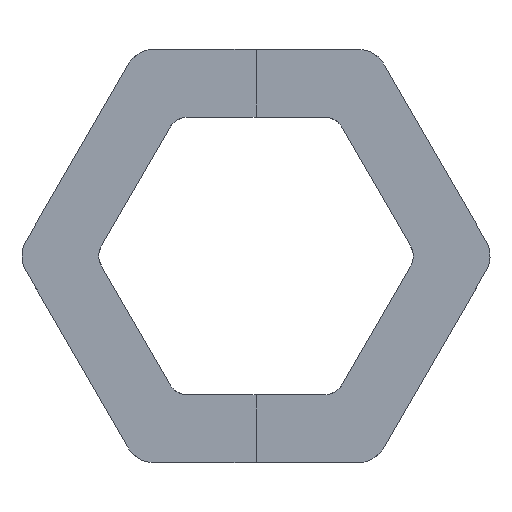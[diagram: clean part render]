
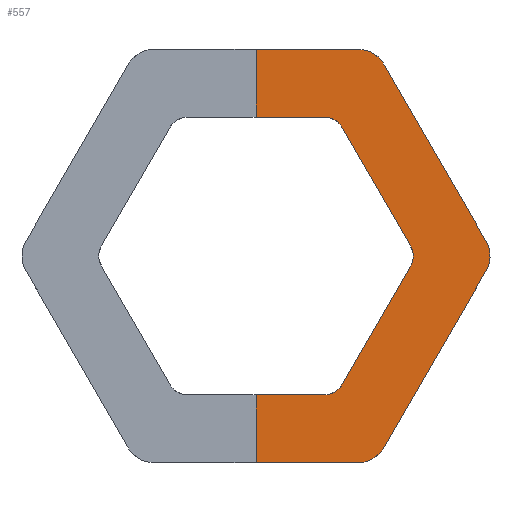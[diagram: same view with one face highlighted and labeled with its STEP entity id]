
A CAD part, top view. The second image highlights one B-rep face of the part: STEP entity #557.
In plain terms, the highlighted free-form (B-spline) face has degree [1, 1] with [2, 2] control points.
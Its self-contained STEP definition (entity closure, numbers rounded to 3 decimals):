
#24 = VERTEX_POINT('',#25);
#25 = CARTESIAN_POINT('',(58.675,0.,2.794));
#31 = EDGE_CURVE('',#24,#32,#34,.T.);
#32 = VERTEX_POINT('',#33);
#33 = CARTESIAN_POINT('',(58.675,-17.006,2.794));
#34 = B_SPLINE_CURVE_WITH_KNOTS('',1,(#35,#36),.UNSPECIFIED.,.F.,.F.,(2,
    2),(0.,64.273),.PIECEWISE_BEZIER_KNOTS.);
#35 = CARTESIAN_POINT('',(58.675,0.,2.794));
#36 = CARTESIAN_POINT('',(58.675,-17.006,2.794));
#61 = EDGE_CURVE('',#32,#62,#64,.T.);
#62 = VERTEX_POINT('',#63);
#63 = CARTESIAN_POINT('',(75.872,-17.006,2.794));
#64 = B_SPLINE_CURVE_WITH_KNOTS('',1,(#65,#66),.UNSPECIFIED.,.F.,.F.,(2,
    2),(0.,64.998),.PIECEWISE_BEZIER_KNOTS.);
#65 = CARTESIAN_POINT('',(58.675,-17.006,2.794));
#66 = CARTESIAN_POINT('',(75.872,-17.006,2.794));
#91 = EDGE_CURVE('',#62,#92,#94,.T.);
#92 = VERTEX_POINT('',#93);
#93 = CARTESIAN_POINT('',(80.224,-19.518,2.794));
#94 = B_SPLINE_CURVE_WITH_KNOTS('',3,(#95,#96,#97,#98),.UNSPECIFIED.,.F.
  ,.F.,(4,4),(0.,1.),.PIECEWISE_BEZIER_KNOTS.);
#95 = CARTESIAN_POINT('',(75.872,-17.006,2.794));
#96 = CARTESIAN_POINT('',(77.667,-17.006,2.794));
#97 = CARTESIAN_POINT('',(79.326,-17.963,2.794));
#98 = CARTESIAN_POINT('',(80.224,-19.518,2.794));
#127 = EDGE_CURVE('',#92,#128,#130,.T.);
#128 = VERTEX_POINT('',#129);
#129 = CARTESIAN_POINT('',(97.42,-49.304,2.794));
#130 = B_SPLINE_CURVE_WITH_KNOTS('',1,(#131,#132),.UNSPECIFIED.,.F.,.F.,
  (2,2),(0.,129.994),.PIECEWISE_BEZIER_KNOTS.);
#131 = CARTESIAN_POINT('',(80.224,-19.518,2.794));
#132 = CARTESIAN_POINT('',(97.42,-49.304,2.794));
#157 = EDGE_CURVE('',#128,#158,#160,.T.);
#158 = VERTEX_POINT('',#159);
#159 = CARTESIAN_POINT('',(97.42,-54.328,2.794));
#160 = B_SPLINE_CURVE_WITH_KNOTS('',3,(#161,#162,#163,#164),
  .UNSPECIFIED.,.F.,.F.,(4,4),(0.,1.),.PIECEWISE_BEZIER_KNOTS.);
#161 = CARTESIAN_POINT('',(97.42,-49.304,2.794));
#162 = CARTESIAN_POINT('',(98.318,-50.859,2.794));
#163 = CARTESIAN_POINT('',(98.318,-52.774,2.794));
#164 = CARTESIAN_POINT('',(97.42,-54.328,2.794));
#193 = EDGE_CURVE('',#158,#194,#196,.T.);
#194 = VERTEX_POINT('',#195);
#195 = CARTESIAN_POINT('',(80.224,-84.115,2.794));
#196 = B_SPLINE_CURVE_WITH_KNOTS('',1,(#197,#198),.UNSPECIFIED.,.F.,.F.,
  (2,2),(0.,129.994),.PIECEWISE_BEZIER_KNOTS.);
#197 = CARTESIAN_POINT('',(97.42,-54.328,2.794));
#198 = CARTESIAN_POINT('',(80.224,-84.115,2.794));
#223 = EDGE_CURVE('',#194,#224,#226,.T.);
#224 = VERTEX_POINT('',#225);
#225 = CARTESIAN_POINT('',(75.872,-86.627,2.794));
#226 = B_SPLINE_CURVE_WITH_KNOTS('',3,(#227,#228,#229,#230),
  .UNSPECIFIED.,.F.,.F.,(4,4),(0.,1.),.PIECEWISE_BEZIER_KNOTS.);
#227 = CARTESIAN_POINT('',(80.224,-84.115,2.794));
#228 = CARTESIAN_POINT('',(79.326,-85.669,2.794));
#229 = CARTESIAN_POINT('',(77.667,-86.627,2.794));
#230 = CARTESIAN_POINT('',(75.872,-86.627,2.794));
#259 = EDGE_CURVE('',#224,#260,#262,.T.);
#260 = VERTEX_POINT('',#261);
#261 = CARTESIAN_POINT('',(58.675,-86.627,2.794));
#262 = B_SPLINE_CURVE_WITH_KNOTS('',1,(#263,#264),.UNSPECIFIED.,.F.,.F.,
  (2,2),(0.,64.998),.PIECEWISE_BEZIER_KNOTS.);
#263 = CARTESIAN_POINT('',(75.872,-86.627,2.794));
#264 = CARTESIAN_POINT('',(58.675,-86.627,2.794));
#289 = EDGE_CURVE('',#260,#290,#292,.T.);
#290 = VERTEX_POINT('',#291);
#291 = CARTESIAN_POINT('',(58.675,-103.632,2.794));
#292 = B_SPLINE_CURVE_WITH_KNOTS('',1,(#293,#294),.UNSPECIFIED.,.F.,.F.,
  (2,2),(0.,64.271),.PIECEWISE_BEZIER_KNOTS.);
#293 = CARTESIAN_POINT('',(58.675,-86.627,2.794));
#294 = CARTESIAN_POINT('',(58.675,-103.632,2.794));
#319 = EDGE_CURVE('',#290,#320,#322,.T.);
#320 = VERTEX_POINT('',#321);
#321 = CARTESIAN_POINT('',(84.273,-103.632,2.794));
#322 = B_SPLINE_CURVE_WITH_KNOTS('',1,(#323,#324),.UNSPECIFIED.,.F.,.F.,
  (2,2),(0.,96.75),.PIECEWISE_BEZIER_KNOTS.);
#323 = CARTESIAN_POINT('',(58.675,-103.632,2.794));
#324 = CARTESIAN_POINT('',(84.273,-103.632,2.794));
#349 = EDGE_CURVE('',#320,#350,#352,.T.);
#350 = VERTEX_POINT('',#351);
#351 = CARTESIAN_POINT('',(90.75,-99.893,2.794));
#352 = B_SPLINE_CURVE_WITH_KNOTS('',3,(#353,#354,#355,#356),
  .UNSPECIFIED.,.F.,.F.,(4,4),(0.,1.),.PIECEWISE_BEZIER_KNOTS.);
#353 = CARTESIAN_POINT('',(84.273,-103.632,2.794));
#354 = CARTESIAN_POINT('',(86.945,-103.632,2.794));
#355 = CARTESIAN_POINT('',(89.414,-102.207,2.794));
#356 = CARTESIAN_POINT('',(90.75,-99.893,2.794));
#385 = EDGE_CURVE('',#350,#386,#388,.T.);
#386 = VERTEX_POINT('',#387);
#387 = CARTESIAN_POINT('',(116.348,-55.556,2.794));
#388 = B_SPLINE_CURVE_WITH_KNOTS('',1,(#389,#390),.UNSPECIFIED.,.F.,.F.,
  (2,2),(0.,193.496),.PIECEWISE_BEZIER_KNOTS.);
#389 = CARTESIAN_POINT('',(90.75,-99.893,2.794));
#390 = CARTESIAN_POINT('',(116.348,-55.556,2.794));
#415 = EDGE_CURVE('',#386,#416,#418,.T.);
#416 = VERTEX_POINT('',#417);
#417 = CARTESIAN_POINT('',(116.348,-48.077,2.794));
#418 = B_SPLINE_CURVE_WITH_KNOTS('',3,(#419,#420,#421,#422),
  .UNSPECIFIED.,.F.,.F.,(4,4),(0.,1.),.PIECEWISE_BEZIER_KNOTS.);
#419 = CARTESIAN_POINT('',(116.348,-55.556,2.794));
#420 = CARTESIAN_POINT('',(117.684,-53.242,2.794));
#421 = CARTESIAN_POINT('',(117.684,-50.391,2.794));
#422 = CARTESIAN_POINT('',(116.348,-48.077,2.794));
#451 = EDGE_CURVE('',#416,#452,#454,.T.);
#452 = VERTEX_POINT('',#453);
#453 = CARTESIAN_POINT('',(90.75,-3.739,2.794));
#454 = B_SPLINE_CURVE_WITH_KNOTS('',1,(#455,#456),.UNSPECIFIED.,.F.,.F.,
  (2,2),(0.,193.498),.PIECEWISE_BEZIER_KNOTS.);
#455 = CARTESIAN_POINT('',(116.348,-48.077,2.794));
#456 = CARTESIAN_POINT('',(90.75,-3.739,2.794));
#481 = EDGE_CURVE('',#452,#482,#484,.T.);
#482 = VERTEX_POINT('',#483);
#483 = CARTESIAN_POINT('',(84.273,0.,2.794));
#484 = B_SPLINE_CURVE_WITH_KNOTS('',3,(#485,#486,#487,#488),
  .UNSPECIFIED.,.F.,.F.,(4,4),(0.,1.),.PIECEWISE_BEZIER_KNOTS.);
#485 = CARTESIAN_POINT('',(90.75,-3.739,2.794));
#486 = CARTESIAN_POINT('',(89.414,-1.425,2.794));
#487 = CARTESIAN_POINT('',(86.945,0.,2.794));
#488 = CARTESIAN_POINT('',(84.273,0.,2.794));
#517 = EDGE_CURVE('',#482,#24,#518,.T.);
#518 = B_SPLINE_CURVE_WITH_KNOTS('',1,(#519,#520),.UNSPECIFIED.,.F.,.F.,
  (2,2),(0.,96.75),.PIECEWISE_BEZIER_KNOTS.);
#519 = CARTESIAN_POINT('',(84.273,0.,2.794));
#520 = CARTESIAN_POINT('',(58.675,0.,2.794));
#557 = ADVANCED_FACE('',(#558),#576,.T.);
#558 = FACE_BOUND('',#559,.T.);
#559 = EDGE_LOOP('',(#560,#561,#562,#563,#564,#565,#566,#567,#568,#569,
    #570,#571,#572,#573,#574,#575));
#560 = ORIENTED_EDGE('',*,*,#31,.T.);
#561 = ORIENTED_EDGE('',*,*,#61,.T.);
#562 = ORIENTED_EDGE('',*,*,#91,.T.);
#563 = ORIENTED_EDGE('',*,*,#127,.T.);
#564 = ORIENTED_EDGE('',*,*,#157,.T.);
#565 = ORIENTED_EDGE('',*,*,#193,.T.);
#566 = ORIENTED_EDGE('',*,*,#223,.T.);
#567 = ORIENTED_EDGE('',*,*,#259,.T.);
#568 = ORIENTED_EDGE('',*,*,#289,.T.);
#569 = ORIENTED_EDGE('',*,*,#319,.T.);
#570 = ORIENTED_EDGE('',*,*,#349,.T.);
#571 = ORIENTED_EDGE('',*,*,#385,.T.);
#572 = ORIENTED_EDGE('',*,*,#415,.T.);
#573 = ORIENTED_EDGE('',*,*,#451,.T.);
#574 = ORIENTED_EDGE('',*,*,#481,.T.);
#575 = ORIENTED_EDGE('',*,*,#517,.T.);
#576 = B_SPLINE_SURFACE_WITH_KNOTS('',1,1,(
    (#577,#578)
    ,(#579,#580
    )),.UNSPECIFIED.,.F.,.F.,.F.,(2,2),(2,2),(-102.639,
    120.387),(-195.84,195.84),
  .PIECEWISE_BEZIER_KNOTS.);
#577 = CARTESIAN_POINT('',(58.675,-103.632,2.794));
#578 = CARTESIAN_POINT('',(58.675,0.,2.794));
#579 = CARTESIAN_POINT('',(117.684,-103.632,2.794));
#580 = CARTESIAN_POINT('',(117.684,0.,2.794));
